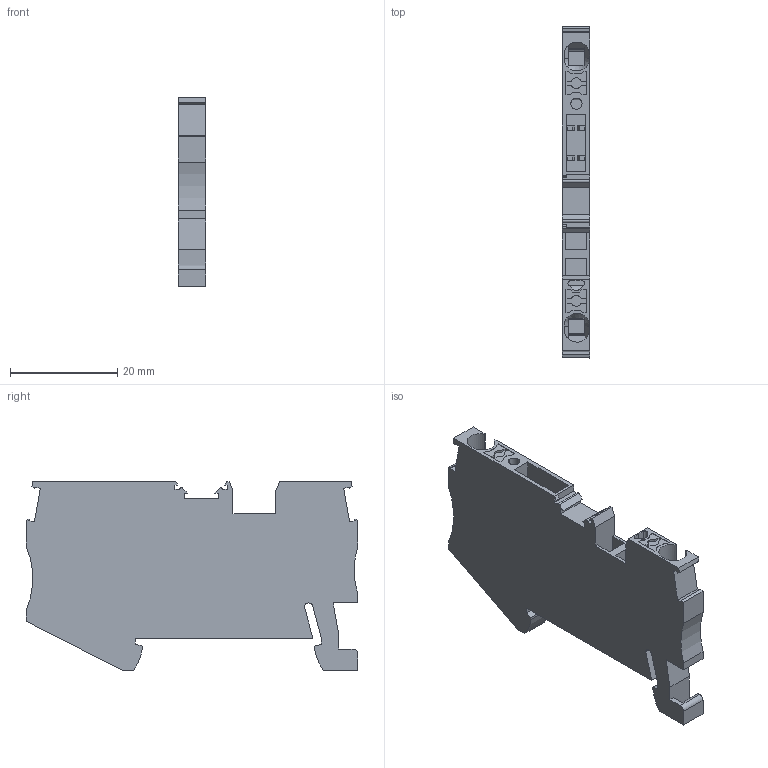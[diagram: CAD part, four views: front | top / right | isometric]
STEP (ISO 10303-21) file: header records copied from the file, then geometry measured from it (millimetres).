
FILE_DESCRIPTION(('Creo Elements/Direct Modeling STEP Export'),'2;1');
FILE_NAME('model.stp','2019-01-09T 0:09:39',(''),(''),'Creo Elements/Direct Modeling STEP processor for AP214 (Solid Model)','Creo Elements/Direct Modeling 18.1I 14-Aug-2016 (C) Parametric Technology GmbH','');
FILE_SCHEMA(('AUTOMOTIVE_DESIGN { 1 0 10303 214 1 1 1 1 }'));
Length unit declared in the file: millimetre
Products named in the file (2): PT_2.5_TG-select
Assembly tree (1 placements, depth 2):
  PT_2.5_TG-select
    PT_2.5_TG-select
Bounding box: 5.15 x 61.9 x 35.25 mm (x, y, z)
Volume: 7752.8 mm3; surface area: 5944.8 mm2
Topology: 1 solids, 1 shells, 218 faces, 617 edges, 410 vertices
Faces by surface type: plane 177, cylinder 31, extrusion 4, torus 4, cone 2
Entity records: 10308 total; most frequent: CARTESIAN_POINT 2858, ORIENTED_EDGE 1234, DIRECTION 1068, EDGE_CURVE 617, VECTOR 516, LINE 512, VERTEX_POINT 410, AXIS2_PLACEMENT_3D 276
